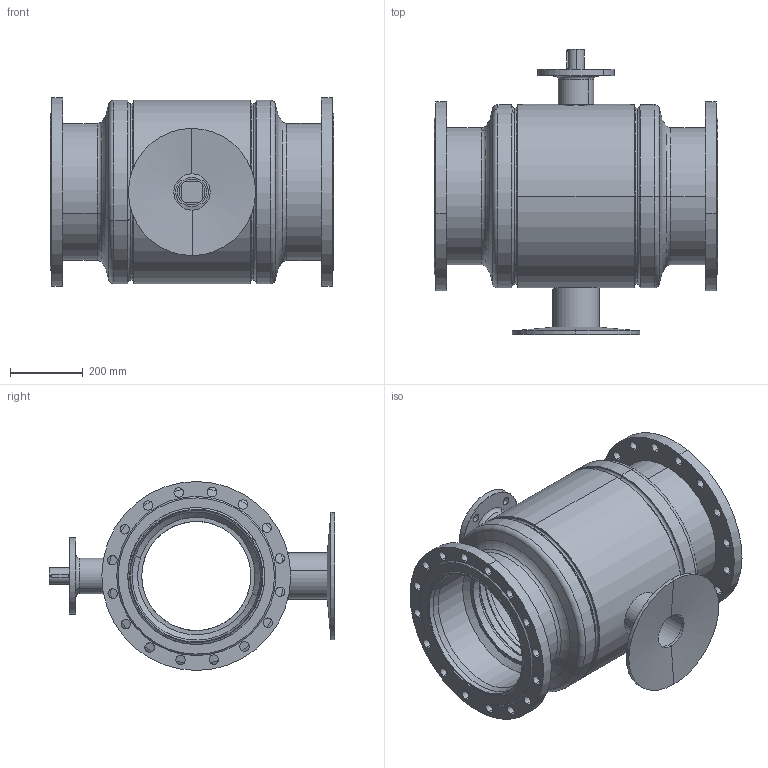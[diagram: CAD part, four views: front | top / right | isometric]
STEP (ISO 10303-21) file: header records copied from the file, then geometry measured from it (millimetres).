
FILE_DESCRIPTION (( 'STEP AP214' ), '1' );
FILE_NAME ('DN350法兰球阀PN16.STEP', '2023-10-08T06:09:39', ( '' ), ( '' ), 'SwSTEP 2.0', 'SolidWorks 2019', '' );
FILE_SCHEMA (( 'AUTOMOTIVE_DESIGN' ));
Length unit declared in the file: millimetre
Products named in the file (9): 盓殤埴攫350; 350楊擘1.6; DN350-概极; 350埴攫盓殤奪; 350晚概极; DN350楊擘⑩概PN16; Q61F-350-3概裝; 350瑩; Q61F-350-7粣杶珨
Assembly tree (10 placements, depth 2):
  DN350楊擘⑩概PN16
    DN350-概极
    350晚概极  x2
    Q61F-350-7粣杶珨
    Q61F-350-3概裝
    350埴攫盓殤奪
    盓殤埴攫350
    350瑩
    350楊擘1.6  x2
Bounding box: 780 x 784.58 x 519.97 mm (x, y, z)
Volume: 36124030.1 mm3; surface area: 3679543.5 mm2
Topology: 10 solids, 10 shells, 419 faces, 935 edges, 598 vertices
Faces by surface type: cylinder 247, plane 102, cone 44, torus 26
Entity records: 8859 total; most frequent: CARTESIAN_POINT 1857, DIRECTION 1515, ORIENTED_EDGE 1210, AXIS2_PLACEMENT_3D 646, EDGE_CURVE 605, VERTEX_POINT 386, CIRCLE 363, EDGE_LOOP 361
